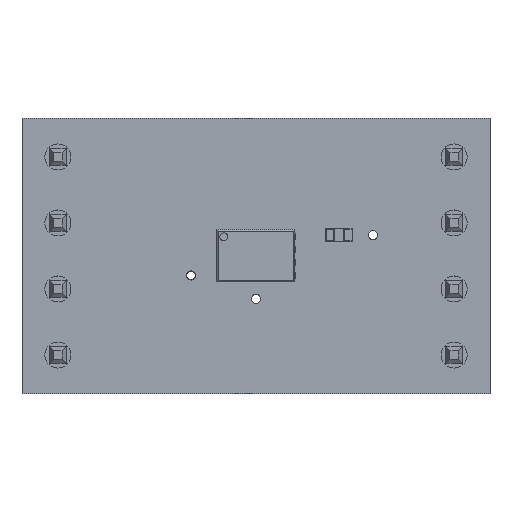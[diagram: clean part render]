
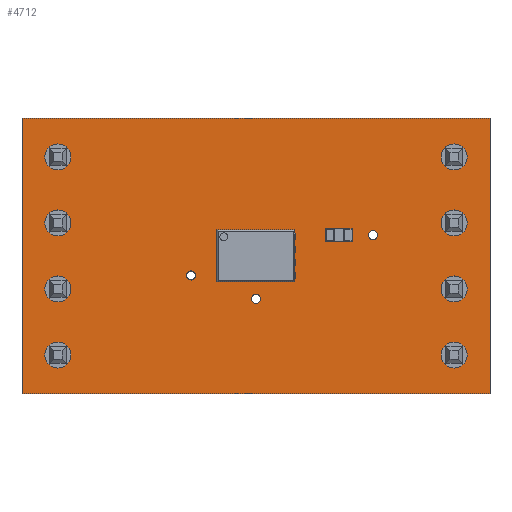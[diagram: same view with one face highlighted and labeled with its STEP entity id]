
A CAD part, top view. The second image highlights one B-rep face of the part: STEP entity #4712.
In plain terms, the highlighted planar face has unit normal (0, 0, 1).
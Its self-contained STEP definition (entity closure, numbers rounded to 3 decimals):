
#63=FACE_BOUND('',#625,.T.);
#64=FACE_BOUND('',#626,.T.);
#65=FACE_BOUND('',#627,.T.);
#66=FACE_BOUND('',#628,.T.);
#67=FACE_BOUND('',#629,.T.);
#68=FACE_BOUND('',#630,.T.);
#69=FACE_BOUND('',#631,.T.);
#70=FACE_BOUND('',#632,.T.);
#71=FACE_BOUND('',#633,.T.);
#72=FACE_BOUND('',#634,.T.);
#73=FACE_BOUND('',#635,.T.);
#101=PLANE('',#5072);
#338=FACE_OUTER_BOUND('',#624,.T.);
#624=EDGE_LOOP('',(#3171,#3172,#3173,#3174));
#625=EDGE_LOOP('',(#3175));
#626=EDGE_LOOP('',(#3176));
#627=EDGE_LOOP('',(#3177));
#628=EDGE_LOOP('',(#3178));
#629=EDGE_LOOP('',(#3179));
#630=EDGE_LOOP('',(#3180));
#631=EDGE_LOOP('',(#3181));
#632=EDGE_LOOP('',(#3182));
#633=EDGE_LOOP('',(#3183));
#634=EDGE_LOOP('',(#3184));
#635=EDGE_LOOP('',(#3185));
#942=LINE('',#6812,#1488);
#945=LINE('',#6818,#1491);
#948=LINE('',#6824,#1494);
#951=LINE('',#6828,#1497);
#1488=VECTOR('',#5505,10.);
#1491=VECTOR('',#5510,10.);
#1494=VECTOR('',#5515,10.);
#1497=VECTOR('',#5520,10.);
#2022=CIRCLE('',#5037,0.5);
#2024=CIRCLE('',#5040,0.5);
#2026=CIRCLE('',#5043,0.175);
#2028=CIRCLE('',#5046,0.5);
#2030=CIRCLE('',#5049,0.175);
#2032=CIRCLE('',#5052,0.175);
#2034=CIRCLE('',#5055,0.5);
#2036=CIRCLE('',#5058,0.5);
#2038=CIRCLE('',#5061,0.5);
#2040=CIRCLE('',#5064,0.5);
#2042=CIRCLE('',#5067,0.5);
#2110=VERTEX_POINT('',#6742);
#2112=VERTEX_POINT('',#6748);
#2114=VERTEX_POINT('',#6754);
#2116=VERTEX_POINT('',#6760);
#2118=VERTEX_POINT('',#6766);
#2120=VERTEX_POINT('',#6772);
#2122=VERTEX_POINT('',#6778);
#2124=VERTEX_POINT('',#6784);
#2126=VERTEX_POINT('',#6790);
#2128=VERTEX_POINT('',#6796);
#2130=VERTEX_POINT('',#6802);
#2133=VERTEX_POINT('',#6809);
#2134=VERTEX_POINT('',#6811);
#2136=VERTEX_POINT('',#6817);
#2138=VERTEX_POINT('',#6823);
#2479=EDGE_CURVE('',#2110,#2110,#2022,.T.);
#2482=EDGE_CURVE('',#2112,#2112,#2024,.T.);
#2485=EDGE_CURVE('',#2114,#2114,#2026,.T.);
#2488=EDGE_CURVE('',#2116,#2116,#2028,.T.);
#2491=EDGE_CURVE('',#2118,#2118,#2030,.T.);
#2494=EDGE_CURVE('',#2120,#2120,#2032,.T.);
#2497=EDGE_CURVE('',#2122,#2122,#2034,.T.);
#2500=EDGE_CURVE('',#2124,#2124,#2036,.T.);
#2503=EDGE_CURVE('',#2126,#2126,#2038,.T.);
#2506=EDGE_CURVE('',#2128,#2128,#2040,.T.);
#2509=EDGE_CURVE('',#2130,#2130,#2042,.T.);
#2512=EDGE_CURVE('',#2134,#2133,#942,.T.);
#2515=EDGE_CURVE('',#2136,#2134,#945,.T.);
#2518=EDGE_CURVE('',#2138,#2136,#948,.T.);
#2521=EDGE_CURVE('',#2133,#2138,#951,.T.);
#3171=ORIENTED_EDGE('',*,*,#2521,.T.);
#3172=ORIENTED_EDGE('',*,*,#2518,.T.);
#3173=ORIENTED_EDGE('',*,*,#2515,.T.);
#3174=ORIENTED_EDGE('',*,*,#2512,.T.);
#3175=ORIENTED_EDGE('',*,*,#2479,.T.);
#3176=ORIENTED_EDGE('',*,*,#2482,.T.);
#3177=ORIENTED_EDGE('',*,*,#2485,.T.);
#3178=ORIENTED_EDGE('',*,*,#2488,.T.);
#3179=ORIENTED_EDGE('',*,*,#2491,.T.);
#3180=ORIENTED_EDGE('',*,*,#2494,.T.);
#3181=ORIENTED_EDGE('',*,*,#2497,.T.);
#3182=ORIENTED_EDGE('',*,*,#2500,.T.);
#3183=ORIENTED_EDGE('',*,*,#2503,.T.);
#3184=ORIENTED_EDGE('',*,*,#2506,.T.);
#3185=ORIENTED_EDGE('',*,*,#2509,.T.);
#4712=ADVANCED_FACE('',(#338,#63,#64,#65,#66,#67,#68,#69,#70,#71,#72,#73),
#101,.T.);
#5037=AXIS2_PLACEMENT_3D('',#6744,#5429,#5430);
#5040=AXIS2_PLACEMENT_3D('',#6750,#5436,#5437);
#5043=AXIS2_PLACEMENT_3D('',#6756,#5443,#5444);
#5046=AXIS2_PLACEMENT_3D('',#6762,#5450,#5451);
#5049=AXIS2_PLACEMENT_3D('',#6768,#5457,#5458);
#5052=AXIS2_PLACEMENT_3D('',#6774,#5464,#5465);
#5055=AXIS2_PLACEMENT_3D('',#6780,#5471,#5472);
#5058=AXIS2_PLACEMENT_3D('',#6786,#5478,#5479);
#5061=AXIS2_PLACEMENT_3D('',#6792,#5485,#5486);
#5064=AXIS2_PLACEMENT_3D('',#6798,#5492,#5493);
#5067=AXIS2_PLACEMENT_3D('',#6804,#5499,#5500);
#5072=AXIS2_PLACEMENT_3D('',#6829,#5521,#5522);
#5429=DIRECTION('center_axis',(0.,0.,-1.));
#5430=DIRECTION('ref_axis',(-1.,0.,0.));
#5436=DIRECTION('center_axis',(0.,0.,-1.));
#5437=DIRECTION('ref_axis',(-1.,0.,0.));
#5443=DIRECTION('center_axis',(0.,0.,-1.));
#5444=DIRECTION('ref_axis',(1.,0.,0.));
#5450=DIRECTION('center_axis',(0.,0.,-1.));
#5451=DIRECTION('ref_axis',(-1.,0.,0.));
#5457=DIRECTION('center_axis',(0.,0.,-1.));
#5458=DIRECTION('ref_axis',(1.,0.,0.));
#5464=DIRECTION('center_axis',(0.,0.,-1.));
#5465=DIRECTION('ref_axis',(1.,0.,0.));
#5471=DIRECTION('center_axis',(0.,0.,-1.));
#5472=DIRECTION('ref_axis',(-1.,0.,0.));
#5478=DIRECTION('center_axis',(0.,0.,-1.));
#5479=DIRECTION('ref_axis',(-1.,0.,0.));
#5485=DIRECTION('center_axis',(0.,0.,-1.));
#5486=DIRECTION('ref_axis',(-1.,0.,0.));
#5492=DIRECTION('center_axis',(0.,0.,-1.));
#5493=DIRECTION('ref_axis',(-1.,0.,0.));
#5499=DIRECTION('center_axis',(0.,0.,-1.));
#5500=DIRECTION('ref_axis',(-1.,0.,0.));
#5505=DIRECTION('',(-1.,0.,0.));
#5510=DIRECTION('',(0.,1.,0.));
#5515=DIRECTION('',(1.,0.,0.));
#5520=DIRECTION('',(0.,-1.,0.));
#5521=DIRECTION('center_axis',(0.,0.,1.));
#5522=DIRECTION('ref_axis',(1.,0.,0.));
#6742=CARTESIAN_POINT('',(8.12,-1.27,1.671));
#6744=CARTESIAN_POINT('Origin',(7.62,-1.27,1.671));
#6748=CARTESIAN_POINT('',(8.12,3.81,1.671));
#6750=CARTESIAN_POINT('Origin',(7.62,3.81,1.671));
#6754=CARTESIAN_POINT('',(-2.675,-0.75,1.671));
#6756=CARTESIAN_POINT('Origin',(-2.5,-0.75,1.671));
#6760=CARTESIAN_POINT('',(-7.12,1.27,1.671));
#6762=CARTESIAN_POINT('Origin',(-7.62,1.27,1.671));
#6766=CARTESIAN_POINT('',(4.325,0.8,1.671));
#6768=CARTESIAN_POINT('Origin',(4.5,0.8,1.671));
#6772=CARTESIAN_POINT('',(-0.175,-1.65,1.671));
#6774=CARTESIAN_POINT('Origin',(0.,-1.65,1.671));
#6778=CARTESIAN_POINT('',(-7.12,3.81,1.671));
#6780=CARTESIAN_POINT('Origin',(-7.62,3.81,1.671));
#6784=CARTESIAN_POINT('',(-7.12,-1.27,1.671));
#6786=CARTESIAN_POINT('Origin',(-7.62,-1.27,1.671));
#6790=CARTESIAN_POINT('',(-7.12,-3.81,1.671));
#6792=CARTESIAN_POINT('Origin',(-7.62,-3.81,1.671));
#6796=CARTESIAN_POINT('',(8.12,1.27,1.671));
#6798=CARTESIAN_POINT('Origin',(7.62,1.27,1.671));
#6802=CARTESIAN_POINT('',(8.12,-3.81,1.671));
#6804=CARTESIAN_POINT('Origin',(7.62,-3.81,1.671));
#6809=CARTESIAN_POINT('',(-9.,5.3,1.671));
#6811=CARTESIAN_POINT('',(9.,5.3,1.671));
#6812=CARTESIAN_POINT('',(9.,5.3,1.671));
#6817=CARTESIAN_POINT('',(9.,-5.3,1.671));
#6818=CARTESIAN_POINT('',(9.,-5.3,1.671));
#6823=CARTESIAN_POINT('',(-9.,-5.3,1.671));
#6824=CARTESIAN_POINT('',(-9.,-5.3,1.671));
#6828=CARTESIAN_POINT('',(-9.,5.3,1.671));
#6829=CARTESIAN_POINT('Origin',(0.,0.,1.671));
